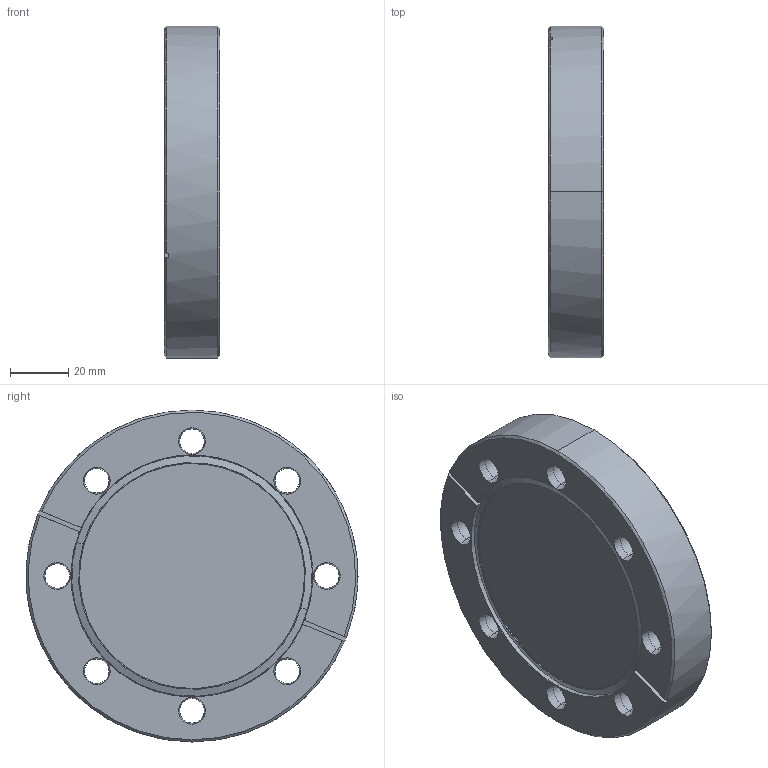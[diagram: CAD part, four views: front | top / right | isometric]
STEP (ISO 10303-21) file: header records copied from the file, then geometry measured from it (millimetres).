
FILE_DESCRIPTION (( 'STEP AP203' ), '1' );
FILE_NAME ('100018_A.STEP', '2024-03-26T03:20:13', ( '' ), ( '' ), 'SwSTEP 2.0', 'SolidWorks 2022', '' );
FILE_SCHEMA (( 'CONFIG_CONTROL_DESIGN' ));
Length unit declared in the file: inch
Products named in the file (3): 910018; 100018_A; 915004
Assembly tree (2 placements, depth 2):
  100018_A
    915004
    910018
Bounding box: 19.05 x 113.54 x 113.54 mm (x, y, z)
Volume: 154436.5 mm3; surface area: 40826.7 mm2
Topology: 2 solids, 2 shells, 92 faces, 212 edges, 124 vertices
Faces by surface type: cone 45, cylinder 26, plane 12, torus 9
Entity records: 3002 total; most frequent: DIRECTION 517, CARTESIAN_POINT 505, ORIENTED_EDGE 424, AXIS2_PLACEMENT_3D 216, EDGE_CURVE 212, VERTEX_POINT 124, CIRCLE 119, EDGE_LOOP 110
